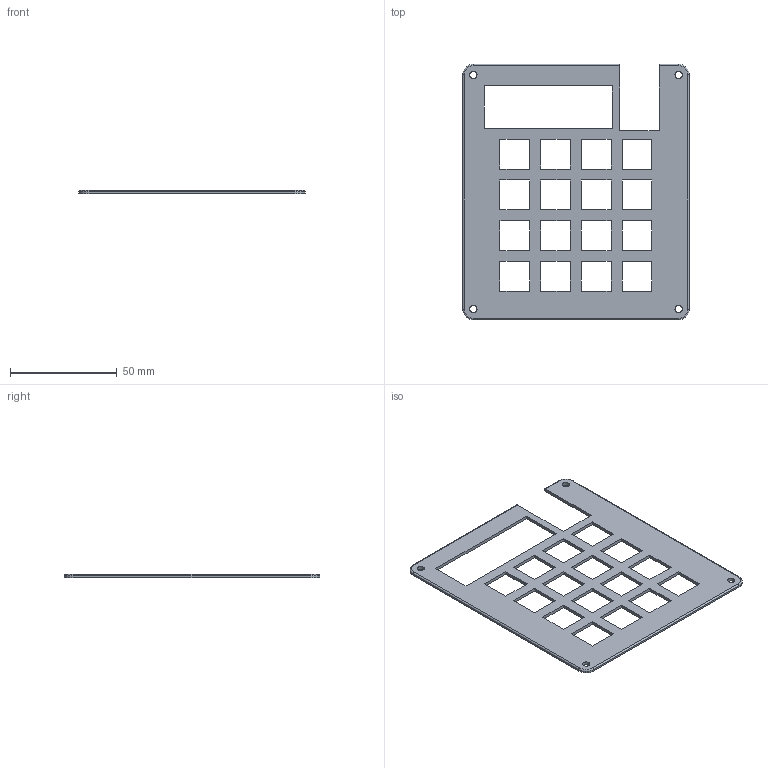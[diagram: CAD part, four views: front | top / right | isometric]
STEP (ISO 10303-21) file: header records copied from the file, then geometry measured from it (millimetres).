
FILE_DESCRIPTION(/* description */ (''),/* implementation_level */ '2;1');
FILE_NAME(/* name */ 'Bens macro pad lid.step',/* time_stamp */ '2025-12-26T11:30:46+11:00',/* author */ (''),/* organization */ (''),/* preprocessor_version */ 'ST-DEVELOPER v20.1',/* originating_system */ 'Autodesk Translation Framework v14.21.0.0',/* authorisation */ '');
FILE_SCHEMA (('AUTOMOTIVE_DESIGN { 1 0 10303 214 3 1 1 }'));
Length unit declared in the file: millimetre
Products named in the file (1): Bens macro pad lid
Bounding box: 106 x 119.5 x 1.5 mm (x, y, z)
Volume: 11526.1 mm3; surface area: 17701.4 mm2
Topology: 1 solids, 1 shells, 97 faces, 277 edges, 182 vertices
Faces by surface type: plane 80, cylinder 13, torus 4
Full cylindrical faces by diameter (mm): 3.4 x4
Entity records: 3234 total; most frequent: CARTESIAN_POINT 557, ORIENTED_EDGE 554, DIRECTION 503, EDGE_CURVE 277, LINE 247, VECTOR 247, VERTEX_POINT 182, EDGE_LOOP 139
